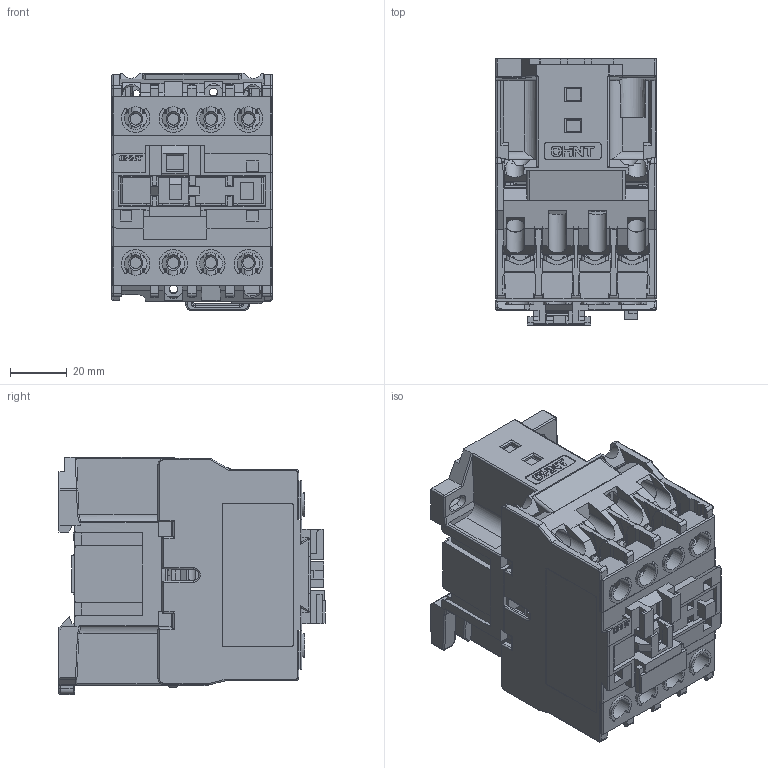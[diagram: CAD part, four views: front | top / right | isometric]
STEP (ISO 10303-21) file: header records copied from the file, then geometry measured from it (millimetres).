
FILE_DESCRIPTION((''),'2;1');
FILE_NAME('CJX2-25-220204','2022-04-20T13:59:33',('zhengmc'),(''),'CREO PARAMETRIC BY PTC INC, 2020044','CREO PARAMETRIC BY PTC INC, 2020044','');
FILE_SCHEMA(('CONFIG_CONTROL_DESIGN','SHAPE_APPEARANCE_LAYERS_GROUPS'));
Products named in the file (1): CJX2-25-220204
Bounding box: 56.55 x 93.5 x 83.3 mm (x, y, z)
Volume: 214666.7 mm3; surface area: 112414.1 mm2
Topology: 9 solids, 10 shells, 5003 faces, 14309 edges, 9214 vertices
Faces by surface type: plane 3534, cylinder 1018, extrusion 257, sphere 94, cone 45, torus 30, bspline 25
Entity records: 214619 total; most frequent: CARTESIAN_POINT 50241, ORIENTED_EDGE 28586, DIRECTION 23823, EDGE_CURVE 14293, VECTOR 11533, LINE 11276, VERTEX_POINT 9206, AXIS2_PLACEMENT_3D 6145
